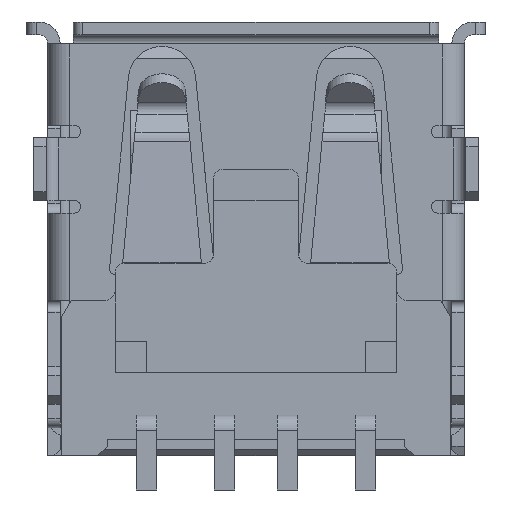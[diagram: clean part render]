
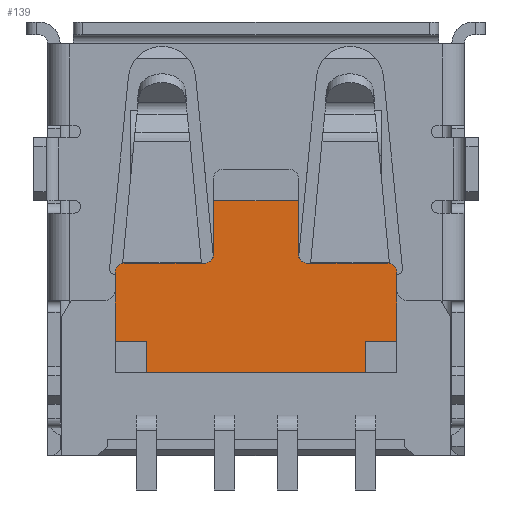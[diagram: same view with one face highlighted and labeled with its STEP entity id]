
A CAD part, front view. The second image highlights one B-rep face of the part: STEP entity #139.
In plain terms, the highlighted planar face has unit normal (0, -1, 0).
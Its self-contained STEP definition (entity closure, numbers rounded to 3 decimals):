
#139=ADVANCED_FACE('',(#827),#828,.T.);
#827=FACE_OUTER_BOUND('',#2023,.T.);
#828=PLANE('',#2024);
#2023=EDGE_LOOP('',(#5021,#5022,#5023,#5024,#5025,#5026,#5027,#5028,#5029,#5030,#5031,#5032,#5033,#5034,#5035,#5036));
#2024=AXIS2_PLACEMENT_3D('',#5037,#5038,#5039);
#5021=ORIENTED_EDGE('',*,*,#9449,.T.);
#5022=ORIENTED_EDGE('',*,*,#9450,.T.);
#5023=ORIENTED_EDGE('',*,*,#9451,.T.);
#5024=ORIENTED_EDGE('',*,*,#9452,.F.);
#5025=ORIENTED_EDGE('',*,*,#9453,.T.);
#5026=ORIENTED_EDGE('',*,*,#9454,.T.);
#5027=ORIENTED_EDGE('',*,*,#9455,.T.);
#5028=ORIENTED_EDGE('',*,*,#9456,.T.);
#5029=ORIENTED_EDGE('',*,*,#9457,.T.);
#5030=ORIENTED_EDGE('',*,*,#9458,.T.);
#5031=ORIENTED_EDGE('',*,*,#9459,.F.);
#5032=ORIENTED_EDGE('',*,*,#9460,.T.);
#5033=ORIENTED_EDGE('',*,*,#9461,.T.);
#5034=ORIENTED_EDGE('',*,*,#9462,.F.);
#5035=ORIENTED_EDGE('',*,*,#9425,.T.);
#5036=ORIENTED_EDGE('',*,*,#9434,.T.);
#5037=CARTESIAN_POINT('',(0.0,-3.93,0.0));
#5038=DIRECTION('',(0.0,-1.0,0.0));
#5039=DIRECTION('',(0.0,0.0,-1.0));
#9425=EDGE_CURVE('',#11523,#11524,#11525,.T.);
#9434=EDGE_CURVE('',#11524,#11537,#11540,.T.);
#9449=EDGE_CURVE('',#11537,#11562,#11564,.T.);
#9450=EDGE_CURVE('',#11562,#11565,#11566,.T.);
#9451=EDGE_CURVE('',#11565,#11567,#11568,.T.);
#9452=EDGE_CURVE('',#11569,#11567,#11570,.T.);
#9453=EDGE_CURVE('',#11569,#11571,#11572,.T.);
#9454=EDGE_CURVE('',#11571,#11573,#11574,.T.);
#9455=EDGE_CURVE('',#11573,#11575,#11576,.T.);
#9456=EDGE_CURVE('',#11575,#11577,#11578,.T.);
#9457=EDGE_CURVE('',#11577,#11579,#11580,.T.);
#9458=EDGE_CURVE('',#11579,#11581,#11582,.T.);
#9459=EDGE_CURVE('',#11583,#11581,#11584,.T.);
#9460=EDGE_CURVE('',#11583,#11585,#11586,.T.);
#9461=EDGE_CURVE('',#11585,#11587,#11588,.T.);
#9462=EDGE_CURVE('',#11523,#11587,#11589,.T.);
#11523=VERTEX_POINT('',#14564);
#11524=VERTEX_POINT('',#14565);
#11525=LINE('',#14566,#14567);
#11537=VERTEX_POINT('',#14586);
#11540=CIRCLE('',#14590,0.3);
#11562=VERTEX_POINT('',#14619);
#11564=LINE('',#14622,#14623);
#11565=VERTEX_POINT('',#14624);
#11566=CIRCLE('',#14625,0.3);
#11567=VERTEX_POINT('',#14626);
#11568=LINE('',#14627,#14628);
#11569=VERTEX_POINT('',#14629);
#11570=LINE('',#14630,#14631);
#11571=VERTEX_POINT('',#14632);
#11572=LINE('',#14633,#14634);
#11573=VERTEX_POINT('',#14635);
#11574=CIRCLE('',#14636,0.3);
#11575=VERTEX_POINT('',#14637);
#11576=LINE('',#14638,#14639);
#11577=VERTEX_POINT('',#14640);
#11578=CIRCLE('',#14641,0.3);
#11579=VERTEX_POINT('',#14642);
#11580=LINE('',#14643,#14644);
#11581=VERTEX_POINT('',#14645);
#11582=LINE('',#14646,#14647);
#11583=VERTEX_POINT('',#14648);
#11584=LINE('',#14649,#14650);
#11585=VERTEX_POINT('',#14651);
#11586=LINE('',#14652,#14653);
#11587=VERTEX_POINT('',#14654);
#11588=LINE('',#14655,#14656);
#11589=LINE('',#14657,#14658);
#14564=CARTESIAN_POINT('',(4.5,-3.93,-10.2));
#14565=CARTESIAN_POINT('',(4.5,-3.93,-8.0));
#14566=CARTESIAN_POINT('',(4.5,-3.93,-10.2));
#14567=VECTOR('',#20313,2.2);
#14586=CARTESIAN_POINT('',(4.2,-3.93,-7.7));
#14590=AXIS2_PLACEMENT_3D('',#20322,#20323,#20324);
#14619=CARTESIAN_POINT('',(1.65,-3.93,-7.7));
#14622=CARTESIAN_POINT('',(4.2,-3.93,-7.7));
#14623=VECTOR('',#20351,2.55);
#14624=CARTESIAN_POINT('',(1.35,-3.93,-7.4));
#14625=AXIS2_PLACEMENT_3D('',#20352,#20353,#20354);
#14626=CARTESIAN_POINT('',(1.35,-3.93,-5.7));
#14627=CARTESIAN_POINT('',(1.35,-3.93,-7.4));
#14628=VECTOR('',#20355,1.7);
#14629=CARTESIAN_POINT('',(-1.35,-3.93,-5.7));
#14630=CARTESIAN_POINT('',(-1.35,-3.93,-5.7));
#14631=VECTOR('',#20356,2.7);
#14632=CARTESIAN_POINT('',(-1.35,-3.93,-7.4));
#14633=CARTESIAN_POINT('',(-1.35,-3.93,-5.7));
#14634=VECTOR('',#20357,1.7);
#14635=CARTESIAN_POINT('',(-1.65,-3.93,-7.7));
#14636=AXIS2_PLACEMENT_3D('',#20358,#20359,#20360);
#14637=CARTESIAN_POINT('',(-4.2,-3.93,-7.7));
#14638=CARTESIAN_POINT('',(-1.65,-3.93,-7.7));
#14639=VECTOR('',#20361,2.55);
#14640=CARTESIAN_POINT('',(-4.5,-3.93,-8.0));
#14641=AXIS2_PLACEMENT_3D('',#20362,#20363,#20364);
#14642=CARTESIAN_POINT('',(-4.5,-3.93,-10.2));
#14643=CARTESIAN_POINT('',(-4.5,-3.93,-8.0));
#14644=VECTOR('',#20365,2.2);
#14645=CARTESIAN_POINT('',(-3.5,-3.93,-10.2));
#14646=CARTESIAN_POINT('',(-4.5,-3.93,-10.2));
#14647=VECTOR('',#20366,1.0);
#14648=CARTESIAN_POINT('',(-3.5,-3.93,-11.2));
#14649=CARTESIAN_POINT('',(-3.5,-3.93,-11.2));
#14650=VECTOR('',#20367,1.0);
#14651=CARTESIAN_POINT('',(3.5,-3.93,-11.2));
#14652=CARTESIAN_POINT('',(-3.5,-3.93,-11.2));
#14653=VECTOR('',#20368,7.0);
#14654=CARTESIAN_POINT('',(3.5,-3.93,-10.2));
#14655=CARTESIAN_POINT('',(3.5,-3.93,-11.2));
#14656=VECTOR('',#20369,1.0);
#14657=CARTESIAN_POINT('',(4.5,-3.93,-10.2));
#14658=VECTOR('',#20370,1.0);
#20313=DIRECTION('',(0.0,0.0,1.0));
#20322=CARTESIAN_POINT('',(4.2,-3.93,-8.0));
#20323=DIRECTION('',(0.0,-1.0,0.0));
#20324=DIRECTION('',(1.0,0.0,0.0));
#20351=DIRECTION('',(-1.0,0.0,0.0));
#20352=CARTESIAN_POINT('',(1.65,-3.93,-7.4));
#20353=DIRECTION('',(0.0,1.0,0.0));
#20354=DIRECTION('',(0.0,0.0,-1.0));
#20355=DIRECTION('',(0.0,0.0,1.0));
#20356=DIRECTION('',(1.0,0.0,0.0));
#20357=DIRECTION('',(0.0,0.0,-1.0));
#20358=CARTESIAN_POINT('',(-1.65,-3.93,-7.4));
#20359=DIRECTION('',(-0.0,1.0,0.0));
#20360=DIRECTION('',(1.0,0.0,0.0));
#20361=DIRECTION('',(-1.0,0.0,0.0));
#20362=CARTESIAN_POINT('',(-4.2,-3.93,-8.0));
#20363=DIRECTION('',(0.0,-1.0,0.0));
#20364=DIRECTION('',(0.0,0.0,1.0));
#20365=DIRECTION('',(0.0,0.0,-1.0));
#20366=DIRECTION('',(1.0,0.0,0.0));
#20367=DIRECTION('',(0.0,0.0,1.0));
#20368=DIRECTION('',(1.0,0.0,0.0));
#20369=DIRECTION('',(0.0,0.0,1.0));
#20370=DIRECTION('',(-1.0,0.0,0.0));
